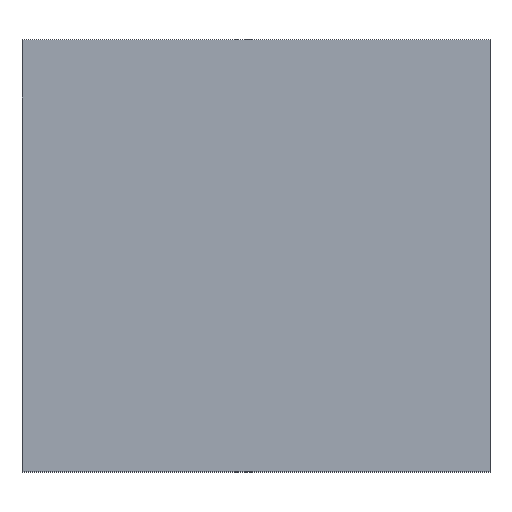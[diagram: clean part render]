
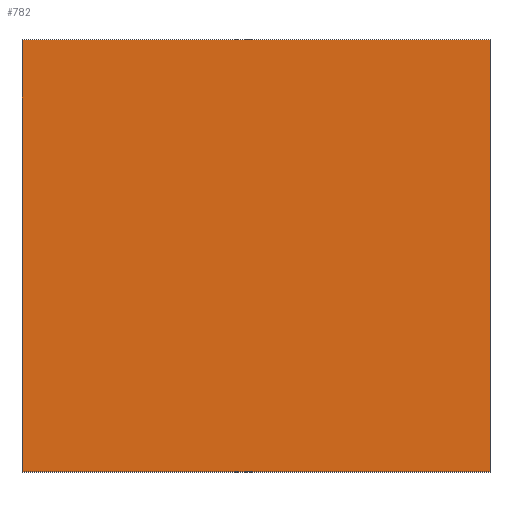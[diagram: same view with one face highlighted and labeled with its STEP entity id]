
A CAD part, top view. The second image highlights one B-rep face of the part: STEP entity #782.
In plain terms, the highlighted planar face has unit normal (0, 0, 1).
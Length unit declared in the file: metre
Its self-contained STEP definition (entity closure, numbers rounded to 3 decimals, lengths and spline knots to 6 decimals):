
#672 = EDGE_CURVE( '', #1381, #1464, #1465, .T. );
#722 = EDGE_CURVE( '', #1464, #1210, #1526, .T. );
#782 = ADVANCED_FACE( '', ( #1600 ), #1601, .F. );
#830 = EDGE_CURVE( '', #1210, #1133, #1655, .T. );
#862 = EDGE_CURVE( '', #1133, #1381, #1692, .T. );
#1133 = VERTEX_POINT( '', #2049 );
#1210 = VERTEX_POINT( '', #2166 );
#1381 = VERTEX_POINT( '', #2415 );
#1464 = VERTEX_POINT( '', #2548 );
#1465 = LINE( '', #2549, #2550 );
#1526 = LINE( '', #2646, #2647 );
#1600 = FACE_OUTER_BOUND( '', #2755, .T. );
#1601 = PLANE( '', #2756 );
#1655 = LINE( '', #2845, #2846 );
#1692 = LINE( '', #2904, #2905 );
#2049 = CARTESIAN_POINT( '', ( -0.001625, -0.0015, 0.001079 ) );
#2166 = CARTESIAN_POINT( '', ( -0.001625, 0.0015, 0.001079 ) );
#2415 = CARTESIAN_POINT( '', ( 0.001625, -0.0015, 0.001079 ) );
#2548 = CARTESIAN_POINT( '', ( 0.001625, 0.0015, 0.001079 ) );
#2549 = CARTESIAN_POINT( '', ( 0.001625, -0.0015, 0.001079 ) );
#2550 = VECTOR( '', #3555, 1. );
#2646 = CARTESIAN_POINT( '', ( -0.001625, 0.0015, 0.001079 ) );
#2647 = VECTOR( '', #3629, 1. );
#2755 = EDGE_LOOP( '', ( #3744, #3745, #3746, #3747 ) );
#2756 = AXIS2_PLACEMENT_3D( '', #3748, #3749, #3750 );
#2845 = CARTESIAN_POINT( '', ( -0.001625, -0.0015, 0.001079 ) );
#2846 = VECTOR( '', #3816, 1. );
#2904 = CARTESIAN_POINT( '', ( -0.001625, -0.0015, 0.001079 ) );
#2905 = VECTOR( '', #3867, 1. );
#3555 = DIRECTION( '', ( 0., 1., 0. ) );
#3629 = DIRECTION( '', ( -1., 0., 0. ) );
#3744 = ORIENTED_EDGE( '', *, *, #672, .T. );
#3745 = ORIENTED_EDGE( '', *, *, #722, .T. );
#3746 = ORIENTED_EDGE( '', *, *, #830, .T. );
#3747 = ORIENTED_EDGE( '', *, *, #862, .T. );
#3748 = CARTESIAN_POINT( '', ( 0., 0., 0.001079 ) );
#3749 = DIRECTION( '', ( 0., 0., -1. ) );
#3750 = DIRECTION( '', ( 0., -1., 0. ) );
#3816 = DIRECTION( '', ( 0., -1., 0. ) );
#3867 = DIRECTION( '', ( 1., 0., 0. ) );
